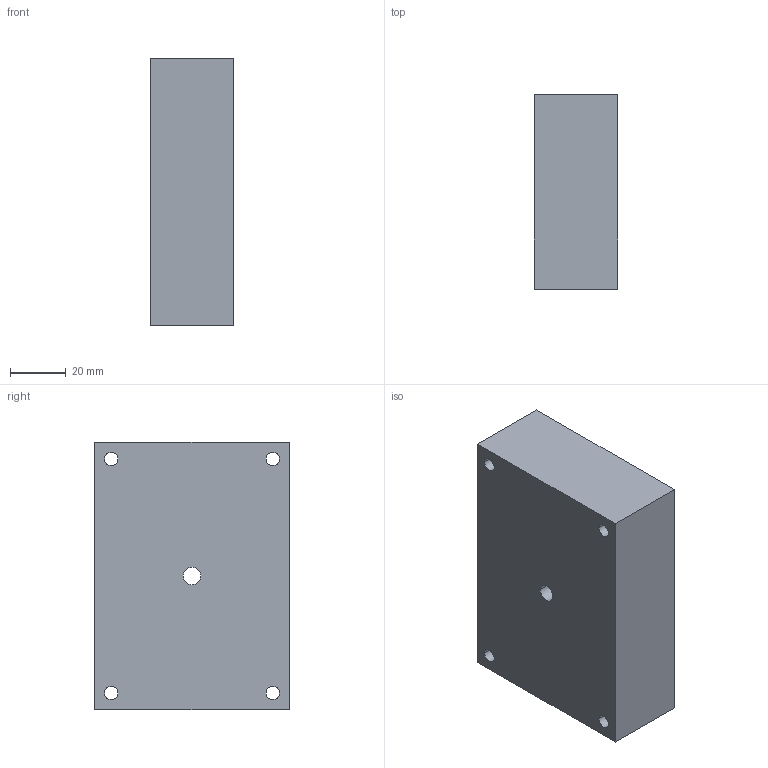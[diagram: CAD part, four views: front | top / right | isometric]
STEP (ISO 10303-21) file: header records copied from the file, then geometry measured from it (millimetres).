
FILE_DESCRIPTION(('CATIA V5 STEP Exchange'),'2;1');
FILE_NAME('MouldCapPLA.stp','2022-09-22T17:36:25+00:00',('none'),('none'),'CATIA Version 5-6 Release 2017 SP2','CATIA V5 STEP AP203','none');
FILE_SCHEMA(('CONFIG_CONTROL_DESIGN'));
Length unit declared in the file: millimetre
Products named in the file (1): Bouchon_Moule
Bounding box: 30 x 70 x 96 mm (x, y, z)
Volume: 122755.7 mm3; surface area: 30309 mm2
Topology: 1 solids, 1 shells, 24 faces, 60 edges, 40 vertices
Faces by surface type: cylinder 12, plane 12
Entity records: 735 total; most frequent: ORIENTED_EDGE 120, CARTESIAN_POINT 119, DIRECTION 96, EDGE_CURVE 60, AXIS2_PLACEMENT_3D 43, VERTEX_POINT 40, VECTOR 36, EDGE_LOOP 36
